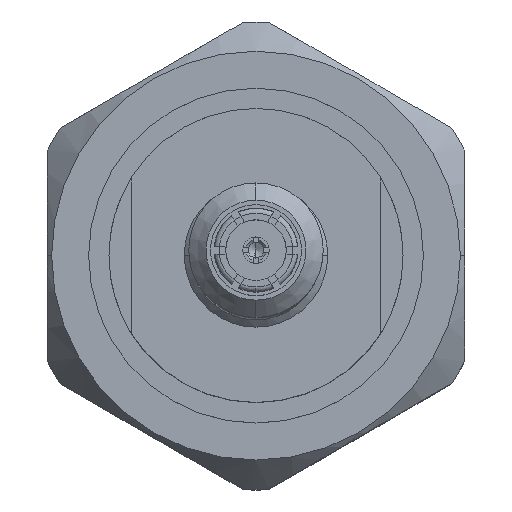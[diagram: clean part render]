
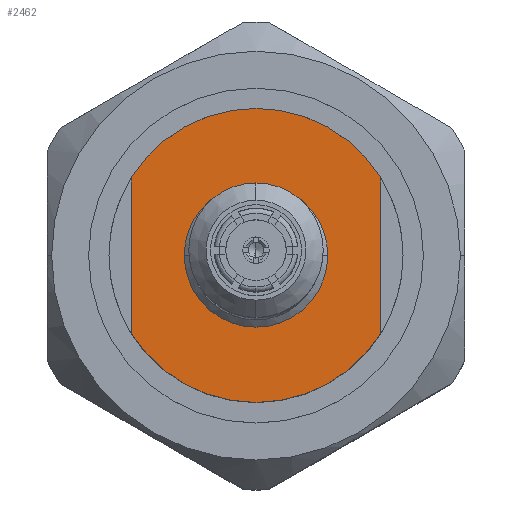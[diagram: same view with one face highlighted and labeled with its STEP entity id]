
A CAD part, top view. The second image highlights one B-rep face of the part: STEP entity #2462.
In plain terms, the highlighted face is planar.
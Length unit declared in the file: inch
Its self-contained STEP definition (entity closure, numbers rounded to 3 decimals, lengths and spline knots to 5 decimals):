
#6 = EDGE_CURVE ( 'NONE', #4644, #4653, #4501, .T. ) ;
#201 = DIRECTION ( 'NONE',  ( -1., 0., 0. ) ) ;
#261 = AXIS2_PLACEMENT_3D ( 'NONE', #5148, #2947, #2356 ) ;
#300 = EDGE_LOOP ( 'NONE', ( #312, #3686, #8223, #1936 ) ) ;
#312 = ORIENTED_EDGE ( 'NONE', *, *, #5176, .F. ) ;
#550 = LINE ( 'NONE', #3495, #8351 ) ;
#620 = DIRECTION ( 'NONE',  ( 0., 0., 1. ) ) ;
#906 = DIRECTION ( 'NONE',  ( 0., 1., 0. ) ) ;
#1015 = FACE_BOUND ( 'NONE', #1568, .T. ) ;
#1035 = CARTESIAN_POINT ( 'NONE',  ( 0.447, 0., 0. ) ) ;
#1110 = EDGE_CURVE ( 'NONE', #4140, #7786, #3116, .T. ) ;
#1202 = VERTEX_POINT ( 'NONE', #5010 ) ;
#1205 = PLANE ( 'NONE',  #5324 ) ;
#1326 = CARTESIAN_POINT ( 'NONE',  ( 0.447, 0., -0.05368 ) ) ;
#1353 = EDGE_CURVE ( 'NONE', #4653, #4644, #5134, .T. ) ;
#1568 = EDGE_LOOP ( 'NONE', ( #7455, #2293 ) ) ;
#1936 = ORIENTED_EDGE ( 'NONE', *, *, #4817, .F. ) ;
#2011 = CARTESIAN_POINT ( 'NONE',  ( 0.447, 0., 0. ) ) ;
#2293 = ORIENTED_EDGE ( 'NONE', *, *, #1353, .T. ) ;
#2356 = DIRECTION ( 'NONE',  ( 0., 0., 1. ) ) ;
#2457 = DIRECTION ( 'NONE',  ( -1., 0., 0. ) ) ;
#2462 = ADVANCED_FACE ( 'NONE', ( #1015, #9076 ), #1205, .F. ) ;
#2501 = DIRECTION ( 'NONE',  ( 0., 0., 1. ) ) ;
#2942 = EDGE_CURVE ( 'NONE', #7786, #8387, #8236, .T. ) ;
#2947 = DIRECTION ( 'NONE',  ( -1., 0., 0. ) ) ;
#3116 = LINE ( 'NONE', #7478, #7417 ) ;
#3119 = CARTESIAN_POINT ( 'NONE',  ( 0.447, 0.05795, -0.0935 ) ) ;
#3202 = DIRECTION ( 'NONE',  ( 0., 0., 1. ) ) ;
#3495 = CARTESIAN_POINT ( 'NONE',  ( 0.447, 0.11, -0.0935 ) ) ;
#3686 = ORIENTED_EDGE ( 'NONE', *, *, #2942, .F. ) ;
#4140 = VERTEX_POINT ( 'NONE', #6011 ) ;
#4501 = CIRCLE ( 'NONE', #8016, 0.05368 ) ;
#4644 = VERTEX_POINT ( 'NONE', #5661 ) ;
#4653 = VERTEX_POINT ( 'NONE', #1326 ) ;
#4683 = AXIS2_PLACEMENT_3D ( 'NONE', #2011, #7538, #4724 ) ;
#4724 = DIRECTION ( 'NONE',  ( 0., 0., 1. ) ) ;
#4817 = EDGE_CURVE ( 'NONE', #1202, #4140, #6809, .T. ) ;
#4866 = CARTESIAN_POINT ( 'NONE',  ( 0.447, 0.11, 0. ) ) ;
#5010 = CARTESIAN_POINT ( 'NONE',  ( 0.447, -0.05795, -0.0935 ) ) ;
#5134 = CIRCLE ( 'NONE', #4683, 0.05368 ) ;
#5148 = CARTESIAN_POINT ( 'NONE',  ( 0.447, 0., 0. ) ) ;
#5176 = EDGE_CURVE ( 'NONE', #8387, #1202, #550, .T. ) ;
#5324 = AXIS2_PLACEMENT_3D ( 'NONE', #4866, #2457, #2501 ) ;
#5661 = CARTESIAN_POINT ( 'NONE',  ( 0.447, 0., 0.05368 ) ) ;
#5694 = CARTESIAN_POINT ( 'NONE',  ( 0.447, 0.05795, 0.0935 ) ) ;
#5724 = CARTESIAN_POINT ( 'NONE',  ( 0.447, 0., 0. ) ) ;
#6011 = CARTESIAN_POINT ( 'NONE',  ( 0.447, -0.05795, 0.0935 ) ) ;
#6809 = CIRCLE ( 'NONE', #9429, 0.11 ) ;
#7417 = VECTOR ( 'NONE', #906, 39.37008 ) ;
#7455 = ORIENTED_EDGE ( 'NONE', *, *, #6, .T. ) ;
#7478 = CARTESIAN_POINT ( 'NONE',  ( 0.447, 0.11, 0.0935 ) ) ;
#7538 = DIRECTION ( 'NONE',  ( -1., 0., 0. ) ) ;
#7786 = VERTEX_POINT ( 'NONE', #5694 ) ;
#8016 = AXIS2_PLACEMENT_3D ( 'NONE', #1035, #201, #3202 ) ;
#8223 = ORIENTED_EDGE ( 'NONE', *, *, #1110, .F. ) ;
#8236 = CIRCLE ( 'NONE', #261, 0.11 ) ;
#8351 = VECTOR ( 'NONE', #9335, 39.37008 ) ;
#8387 = VERTEX_POINT ( 'NONE', #3119 ) ;
#8637 = DIRECTION ( 'NONE',  ( -1., 0., 0. ) ) ;
#9076 = FACE_OUTER_BOUND ( 'NONE', #300, .T. ) ;
#9335 = DIRECTION ( 'NONE',  ( 0., -1., 0. ) ) ;
#9429 = AXIS2_PLACEMENT_3D ( 'NONE', #5724, #8637, #620 ) ;
